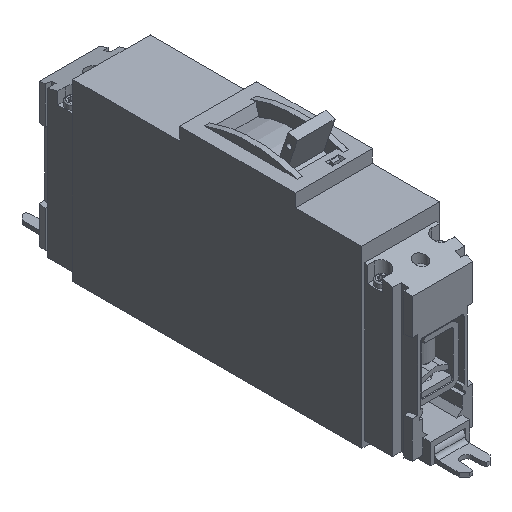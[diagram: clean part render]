
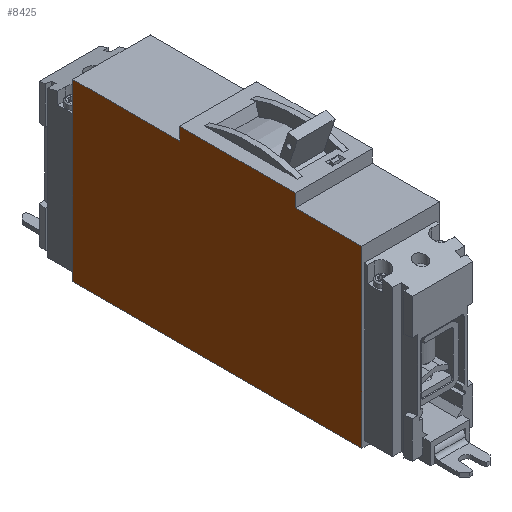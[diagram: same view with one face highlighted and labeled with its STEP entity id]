
A CAD part, isometric view. The second image highlights one B-rep face of the part: STEP entity #8425.
In plain terms, the highlighted planar face has unit normal (-1, 0, 0).
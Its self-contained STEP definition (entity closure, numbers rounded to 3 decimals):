
#100=PLANE('',#8955);
#1215=ORIENTED_EDGE('',*,*,#3137,.T.);
#1216=ORIENTED_EDGE('',*,*,#3455,.T.);
#1217=ORIENTED_EDGE('',*,*,#3569,.T.);
#1218=ORIENTED_EDGE('',*,*,#3570,.T.);
#1219=ORIENTED_EDGE('',*,*,#3571,.T.);
#1220=ORIENTED_EDGE('',*,*,#3572,.T.);
#1221=ORIENTED_EDGE('',*,*,#3573,.T.);
#1222=ORIENTED_EDGE('',*,*,#3574,.T.);
#3137=EDGE_CURVE('',#4380,#4379,#5218,.T.);
#3455=EDGE_CURVE('',#4379,#4653,#5494,.T.);
#3569=EDGE_CURVE('',#4653,#4728,#5602,.T.);
#3570=EDGE_CURVE('',#4728,#4729,#5603,.T.);
#3571=EDGE_CURVE('',#4729,#4730,#5604,.T.);
#3572=EDGE_CURVE('',#4730,#4731,#5605,.T.);
#3573=EDGE_CURVE('',#4731,#4732,#5606,.T.);
#3574=EDGE_CURVE('',#4732,#4380,#5607,.T.);
#4379=VERTEX_POINT('',#12045);
#4380=VERTEX_POINT('',#12047);
#4653=VERTEX_POINT('',#12687);
#4728=VERTEX_POINT('',#12904);
#4729=VERTEX_POINT('',#12906);
#4730=VERTEX_POINT('',#12908);
#4731=VERTEX_POINT('',#12910);
#4732=VERTEX_POINT('',#12912);
#5218=LINE('',#12046,#6194);
#5494=LINE('',#12688,#6470);
#5602=LINE('',#12903,#6578);
#5603=LINE('',#12905,#6579);
#5604=LINE('',#12907,#6580);
#5605=LINE('',#12909,#6581);
#5606=LINE('',#12911,#6582);
#5607=LINE('',#12913,#6583);
#6194=VECTOR('',#9602,1000.);
#6470=VECTOR('',#10040,1000.);
#6578=VECTOR('',#10214,1000.);
#6579=VECTOR('',#10215,1000.);
#6580=VECTOR('',#10216,1000.);
#6581=VECTOR('',#10217,1000.);
#6582=VECTOR('',#10218,1000.);
#6583=VECTOR('',#10219,1000.);
#7232=EDGE_LOOP('',(#1215,#1216,#1217,#1218,#1219,#1220,#1221,#1222));
#7774=FACE_BOUND('',#7232,.T.);
#8425=ADVANCED_FACE('',(#7774),#100,.T.);
#8955=AXIS2_PLACEMENT_3D('',#12902,#10212,#10213);
#9602=DIRECTION('',(0.,-1.,0.));
#10040=DIRECTION('',(0.,0.,1.));
#10212=DIRECTION('',(-1.,0.,0.));
#10213=DIRECTION('',(0.,0.,1.));
#10214=DIRECTION('',(0.,1.,0.));
#10215=DIRECTION('',(0.,0.,1.));
#10216=DIRECTION('',(0.,1.,0.));
#10217=DIRECTION('',(0.,0.,-1.));
#10218=DIRECTION('',(0.,1.,0.));
#10219=DIRECTION('',(0.,0.,-1.));
#12045=CARTESIAN_POINT('',(0.,16.3,0.));
#12046=CARTESIAN_POINT('',(0.,145.,0.));
#12047=CARTESIAN_POINT('',(0.,128.7,0.));
#12687=CARTESIAN_POINT('',(0.,16.3,68.));
#12688=CARTESIAN_POINT('',(0.,16.3,62.));
#12902=CARTESIAN_POINT('',(0.,0.,0.));
#12903=CARTESIAN_POINT('',(0.,16.3,68.));
#12904=CARTESIAN_POINT('',(0.,42.2,68.));
#12905=CARTESIAN_POINT('',(0.,42.2,68.));
#12906=CARTESIAN_POINT('',(0.,42.2,73.));
#12907=CARTESIAN_POINT('',(0.,42.2,73.));
#12908=CARTESIAN_POINT('',(0.,87.2,73.));
#12909=CARTESIAN_POINT('',(0.,87.2,73.));
#12910=CARTESIAN_POINT('',(0.,87.2,68.));
#12911=CARTESIAN_POINT('',(0.,87.2,68.));
#12912=CARTESIAN_POINT('',(0.,128.7,68.));
#12913=CARTESIAN_POINT('',(0.,128.7,68.));
